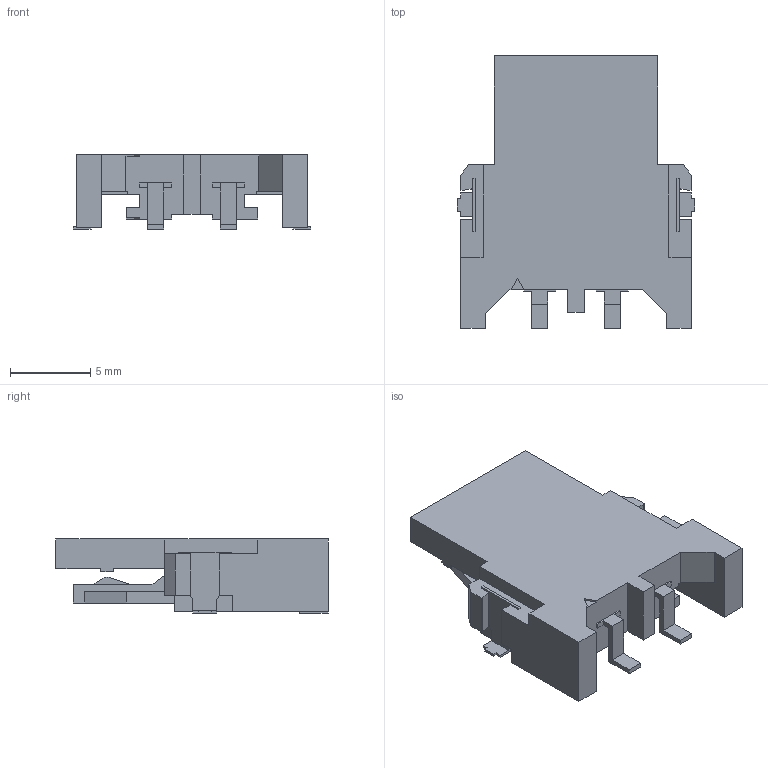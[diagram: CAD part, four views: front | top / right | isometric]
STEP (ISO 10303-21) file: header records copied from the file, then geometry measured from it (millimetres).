
FILE_DESCRIPTION(('CoCreate Modeling STEP Export'),'2;1');
FILE_NAME('DF64-2P-4.5C.igs.stp','2014-10-10T16:57:15',(''),(''),'CoCreate Modeling STEP processor for AP214 (Solid Model)','CoCreate Modeling 17.0 01-Apr-2010 (C) Parametric Technology GmbH','');
FILE_SCHEMA(('AUTOMOTIVE_DESIGN { 1 0 10303 214 1 1 1 1 }'));
Length unit declared in the file: millimetre
Products named in the file (1): DF64-2P-4.5H
Bounding box: 14.8 x 17 x 4.62 mm (x, y, z)
Volume: 444 mm3; surface area: 1033.6 mm2
Topology: 1 solids, 1 shells, 204 faces, 590 edges, 392 vertices
Faces by surface type: plane 202, cylinder 2
Entity records: 6510 total; most frequent: ORIENTED_EDGE 1180, CARTESIAN_POINT 1169, DIRECTION 980, EDGE_CURVE 590, VECTOR 574, LINE 574, VERTEX_POINT 392, EDGE_LOOP 208
